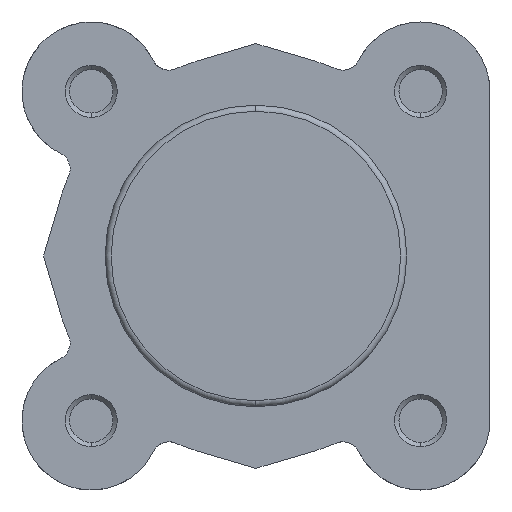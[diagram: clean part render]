
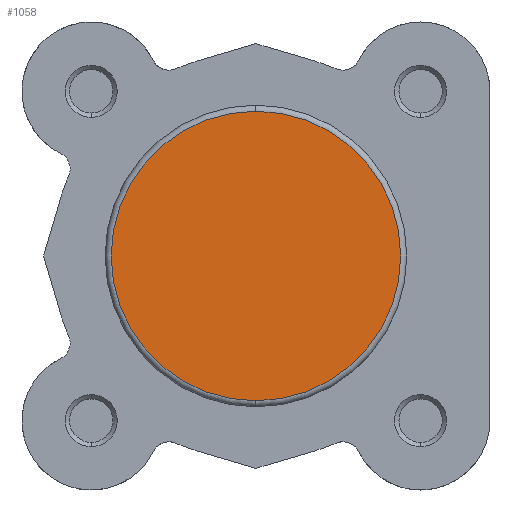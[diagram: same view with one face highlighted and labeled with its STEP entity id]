
A CAD part, left-side view. The second image highlights one B-rep face of the part: STEP entity #1058.
In plain terms, the highlighted planar face has unit normal (-1, 0, 0).
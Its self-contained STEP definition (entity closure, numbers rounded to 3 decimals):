
#347 = VERTEX_POINT ( 'NONE', #795 ) ;
#586 = VERTEX_POINT ( 'NONE', #708 ) ;
#708 = CARTESIAN_POINT ( 'NONE',  ( 0., 0., 16.7 ) ) ;
#795 = CARTESIAN_POINT ( 'NONE',  ( 0., 0., -16.7 ) ) ;
#1058 = ADVANCED_FACE ( 'NONE', ( #1564 ), #4867, .T. ) ;
#1564 = FACE_OUTER_BOUND ( 'NONE', #6506, .T. ) ;
#1760 = CIRCLE ( 'NONE', #3859, 16.7 ) ;
#1917 = CIRCLE ( 'NONE', #3925, 16.7 ) ;
#2366 = CARTESIAN_POINT ( 'NONE',  ( 0., 0., 0. ) ) ;
#2388 = DIRECTION ( 'NONE',  ( -1., 0., 0. ) ) ;
#2389 = DIRECTION ( 'NONE',  ( 0., 0., 1. ) ) ;
#3419 = EDGE_CURVE ( 'NONE', #586, #347, #1760, .T. ) ;
#3532 = EDGE_CURVE ( 'NONE', #347, #586, #1917, .T. ) ;
#3799 = AXIS2_PLACEMENT_3D ( 'NONE', #4886, #4919, #4920 ) ;
#3859 = AXIS2_PLACEMENT_3D ( 'NONE', #5354, #5366, #5367 ) ;
#3925 = AXIS2_PLACEMENT_3D ( 'NONE', #2366, #2388, #2389 ) ;
#4867 = PLANE ( 'NONE',  #3799 ) ;
#4886 = CARTESIAN_POINT ( 'NONE',  ( 0., -17.4, 0. ) ) ;
#4919 = DIRECTION ( 'NONE',  ( -1., 0., 0. ) ) ;
#4920 = DIRECTION ( 'NONE',  ( 0., 0., 1. ) ) ;
#5354 = CARTESIAN_POINT ( 'NONE',  ( 0., 0., 0. ) ) ;
#5366 = DIRECTION ( 'NONE',  ( -1., 0., 0. ) ) ;
#5367 = DIRECTION ( 'NONE',  ( 0., 0., 1. ) ) ;
#6308 = ORIENTED_EDGE ( 'NONE', *, *, #3419, .T. ) ;
#6309 = ORIENTED_EDGE ( 'NONE', *, *, #3532, .T. ) ;
#6506 = EDGE_LOOP ( 'NONE', ( #6308, #6309 ) ) ;
